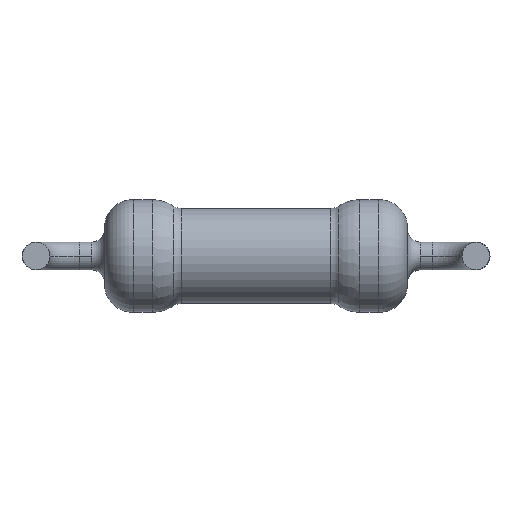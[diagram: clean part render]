
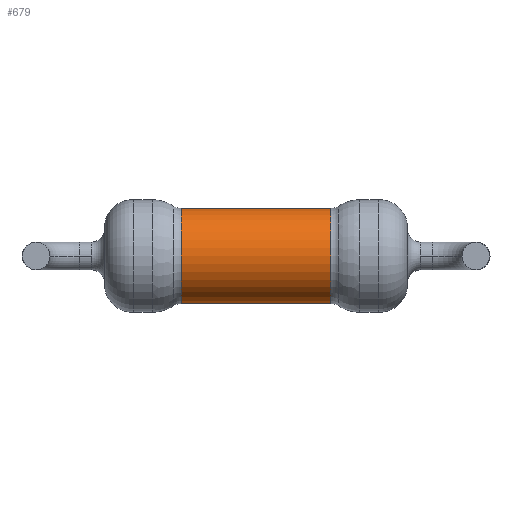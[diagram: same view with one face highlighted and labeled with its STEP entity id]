
A CAD part, front view. The second image highlights one B-rep face of the part: STEP entity #679.
In plain terms, the highlighted cylindrical face has radius 1.1 mm (diameter 2.2 mm), a partial arc.
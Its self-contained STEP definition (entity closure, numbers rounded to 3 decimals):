
#62 = CARTESIAN_POINT ( 'NONE',  ( 1.73, 7.5, 0. ) ) ;
#63 = LINE ( 'NONE', #1667, #1175 ) ;
#80 = CARTESIAN_POINT ( 'NONE',  ( -1.73, 7.5, 1.1 ) ) ;
#95 = DIRECTION ( 'NONE',  ( -1., 0., 0. ) ) ;
#180 = EDGE_CURVE ( 'NONE', #699, #1215, #1318, .T. ) ;
#210 = DIRECTION ( 'NONE',  ( -1., 0., 0. ) ) ;
#214 = DIRECTION ( 'NONE',  ( 0., 0., 1. ) ) ;
#304 = CARTESIAN_POINT ( 'NONE',  ( 1.73, 7.5, -1.1 ) ) ;
#337 = CARTESIAN_POINT ( 'NONE',  ( -1.73, 7.5, -1.1 ) ) ;
#402 = CARTESIAN_POINT ( 'NONE',  ( 1.73, 7.5, 1.1 ) ) ;
#456 = VECTOR ( 'NONE', #814, 1000. ) ;
#491 = AXIS2_PLACEMENT_3D ( 'NONE', #62, #1071, #214 ) ;
#528 = EDGE_CURVE ( 'NONE', #1360, #992, #63, .T. ) ;
#532 = EDGE_CURVE ( 'NONE', #992, #1215, #1768, .T. ) ;
#544 = ORIENTED_EDGE ( 'NONE', *, *, #180, .T. ) ;
#643 = DIRECTION ( 'NONE',  ( -1., 0., 0. ) ) ;
#679 = ADVANCED_FACE ( 'NONE', ( #1548 ), #1355, .T. ) ;
#696 = AXIS2_PLACEMENT_3D ( 'NONE', #1524, #643, #1678 ) ;
#699 = VERTEX_POINT ( 'NONE', #402 ) ;
#759 = ORIENTED_EDGE ( 'NONE', *, *, #528, .F. ) ;
#814 = DIRECTION ( 'NONE',  ( -1., 0., 0. ) ) ;
#820 = CARTESIAN_POINT ( 'NONE',  ( -3.5, 7.5, 0. ) ) ;
#957 = CIRCLE ( 'NONE', #491, 1.1 ) ;
#992 = VERTEX_POINT ( 'NONE', #337 ) ;
#1030 = EDGE_CURVE ( 'NONE', #1360, #699, #957, .T. ) ;
#1071 = DIRECTION ( 'NONE',  ( -1., 0., 0. ) ) ;
#1105 = CARTESIAN_POINT ( 'NONE',  ( -3.5, 7.5, 1.1 ) ) ;
#1126 = ORIENTED_EDGE ( 'NONE', *, *, #532, .F. ) ;
#1175 = VECTOR ( 'NONE', #210, 1000. ) ;
#1215 = VERTEX_POINT ( 'NONE', #80 ) ;
#1238 = AXIS2_PLACEMENT_3D ( 'NONE', #820, #95, #1861 ) ;
#1318 = LINE ( 'NONE', #1105, #456 ) ;
#1355 = CYLINDRICAL_SURFACE ( 'NONE', #1238, 1.1 ) ;
#1360 = VERTEX_POINT ( 'NONE', #304 ) ;
#1524 = CARTESIAN_POINT ( 'NONE',  ( -1.73, 7.5, 0. ) ) ;
#1548 = FACE_OUTER_BOUND ( 'NONE', #1804, .T. ) ;
#1667 = CARTESIAN_POINT ( 'NONE',  ( -3.5, 7.5, -1.1 ) ) ;
#1678 = DIRECTION ( 'NONE',  ( 0., 0., 1. ) ) ;
#1691 = ORIENTED_EDGE ( 'NONE', *, *, #1030, .T. ) ;
#1768 = CIRCLE ( 'NONE', #696, 1.1 ) ;
#1804 = EDGE_LOOP ( 'NONE', ( #759, #1691, #544, #1126 ) ) ;
#1861 = DIRECTION ( 'NONE',  ( 0., 0., 1. ) ) ;
